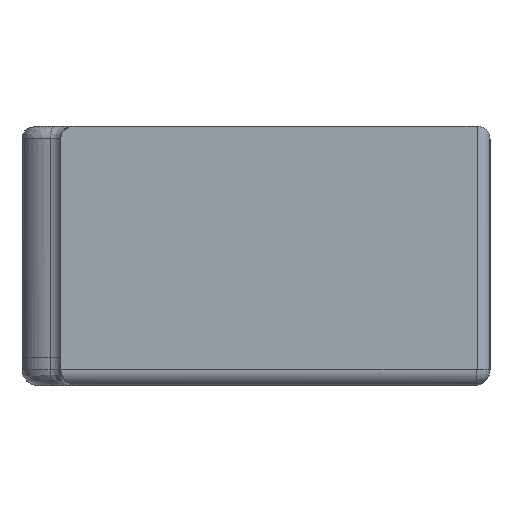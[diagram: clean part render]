
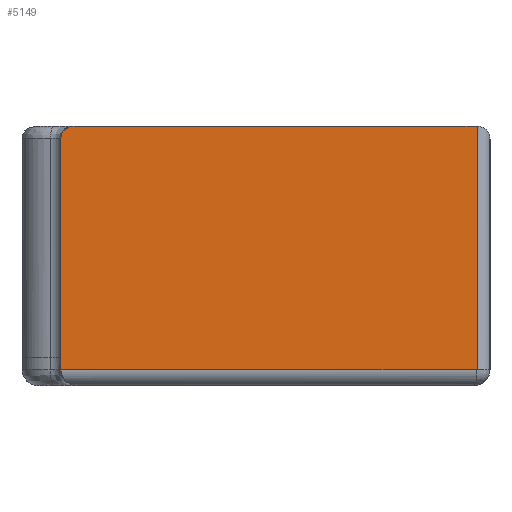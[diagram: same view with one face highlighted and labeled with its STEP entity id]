
A CAD part, left-side view. The second image highlights one B-rep face of the part: STEP entity #5149.
In plain terms, the highlighted planar face has unit normal (-1, 0, 0).
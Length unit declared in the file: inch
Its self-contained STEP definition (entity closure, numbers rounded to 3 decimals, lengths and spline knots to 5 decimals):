
#96 = CARTESIAN_POINT ( 'NONE',  ( -0.77858, 1.2, 0. ) ) ;
#389 = VERTEX_POINT ( 'NONE', #3080 ) ;
#609 = CARTESIAN_POINT ( 'NONE',  ( -0.77858, 3.23472, -0.96222 ) ) ;
#971 = PLANE ( 'NONE',  #2851 ) ;
#1856 = VECTOR ( 'NONE', #8028, 39.37008 ) ;
#2349 = LINE ( 'NONE', #609, #1856 ) ;
#2751 = CARTESIAN_POINT ( 'NONE',  ( -0.77858, 0.82147, -0.81222 ) ) ;
#2782 = CARTESIAN_POINT ( 'NONE',  ( -0.77858, 3.22572, -0.81222 ) ) ;
#2851 = AXIS2_PLACEMENT_3D ( 'NONE', #96, #2891, #5797 ) ;
#2891 = DIRECTION ( 'NONE',  ( 1., 0., 0. ) ) ;
#3080 = CARTESIAN_POINT ( 'NONE',  ( -0.77858, 3.23472, -0.96222 ) ) ;
#3113 = EDGE_LOOP ( 'NONE', ( #7468, #7626, #6432, #8384, #10387 ) ) ;
#3211 = VECTOR ( 'NONE', #7592, 39.37008 ) ;
#3893 = CARTESIAN_POINT ( 'NONE',  ( -0.77858, 3.23472, -0.81472 ) ) ;
#4139 = EDGE_CURVE ( 'NONE', #389, #7394, #4589, .T. ) ;
#4589 = LINE ( 'NONE', #8247, #10756 ) ;
#4696 = EDGE_CURVE ( 'NONE', #389, #6403, #2349, .T. ) ;
#4697 = CARTESIAN_POINT ( 'NONE',  ( -0.77858, 3.23022, -0.81222 ) ) ;
#4754 =( BOUNDED_CURVE ( )  B_SPLINE_CURVE ( 3, ( #2782, #4697, #3893, #7675 ),
 .UNSPECIFIED., .F., .T. ) 
 B_SPLINE_CURVE_WITH_KNOTS ( ( 4, 4 ),
 ( 0.5, 0.75 ),
 .UNSPECIFIED. ) 
 CURVE ( )  GEOMETRIC_REPRESENTATION_ITEM ( )  RATIONAL_B_SPLINE_CURVE ( ( 1., 0.667, 0.5, 0.5 ) ) 
 REPRESENTATION_ITEM ( '' )  );
#5149 = ADVANCED_FACE ( 'NONE', ( #11327 ), #971, .F. ) ;
#5797 = DIRECTION ( 'NONE',  ( 0., 1., 0. ) ) ;
#5801 = CARTESIAN_POINT ( 'NONE',  ( -0.77858, 3.23472, -0.81972 ) ) ;
#6330 = EDGE_CURVE ( 'NONE', #7394, #7747, #9527, .T. ) ;
#6403 = VERTEX_POINT ( 'NONE', #5801 ) ;
#6432 = ORIENTED_EDGE ( 'NONE', *, *, #6330, .T. ) ;
#6447 = DIRECTION ( 'NONE',  ( 0., -1., 0. ) ) ;
#6752 = VECTOR ( 'NONE', #12065, 39.37008 ) ;
#6893 = EDGE_CURVE ( 'NONE', #10900, #7747, #7513, .T. ) ;
#7314 = CARTESIAN_POINT ( 'NONE',  ( -0.77858, 2.97848, -0.81222 ) ) ;
#7394 = VERTEX_POINT ( 'NONE', #11715 ) ;
#7468 = ORIENTED_EDGE ( 'NONE', *, *, #4696, .F. ) ;
#7513 = LINE ( 'NONE', #2751, #6752 ) ;
#7592 = DIRECTION ( 'NONE',  ( 0., 0., 1. ) ) ;
#7626 = ORIENTED_EDGE ( 'NONE', *, *, #4139, .T. ) ;
#7675 = CARTESIAN_POINT ( 'NONE',  ( -0.77858, 3.23472, -0.81972 ) ) ;
#7747 = VERTEX_POINT ( 'NONE', #7314 ) ;
#8028 = DIRECTION ( 'NONE',  ( 0., 0., 1. ) ) ;
#8247 = CARTESIAN_POINT ( 'NONE',  ( -0.77858, 2.97848, -0.96222 ) ) ;
#8384 = ORIENTED_EDGE ( 'NONE', *, *, #6893, .F. ) ;
#9527 = LINE ( 'NONE', #10645, #3211 ) ;
#10387 = ORIENTED_EDGE ( 'NONE', *, *, #11095, .T. ) ;
#10645 = CARTESIAN_POINT ( 'NONE',  ( -0.77858, 2.97848, 0. ) ) ;
#10668 = CARTESIAN_POINT ( 'NONE',  ( -0.77858, 3.22572, -0.81222 ) ) ;
#10756 = VECTOR ( 'NONE', #6447, 39.37008 ) ;
#10900 = VERTEX_POINT ( 'NONE', #10668 ) ;
#11095 = EDGE_CURVE ( 'NONE', #10900, #6403, #4754, .T. ) ;
#11327 = FACE_OUTER_BOUND ( 'NONE', #3113, .T. ) ;
#11715 = CARTESIAN_POINT ( 'NONE',  ( -0.77858, 2.97848, -0.96222 ) ) ;
#12065 = DIRECTION ( 'NONE',  ( 0., -1., 0. ) ) ;
